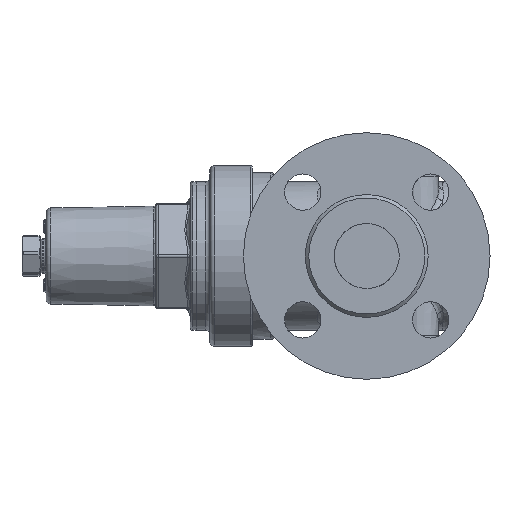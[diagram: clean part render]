
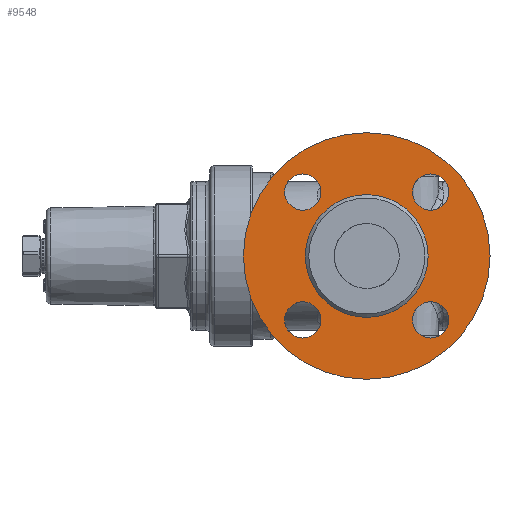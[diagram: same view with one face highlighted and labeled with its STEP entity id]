
A CAD part, left-side view. The second image highlights one B-rep face of the part: STEP entity #9548.
In plain terms, the highlighted planar face has unit normal (-1, 0, 0).
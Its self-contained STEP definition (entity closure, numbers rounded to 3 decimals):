
#784=FACE_BOUND('',#1549,.T.);
#785=FACE_BOUND('',#1550,.T.);
#786=FACE_BOUND('',#1551,.T.);
#787=FACE_BOUND('',#1552,.T.);
#788=FACE_BOUND('',#1553,.T.);
#824=PLANE('',#10149);
#979=FACE_OUTER_BOUND('',#1548,.T.);
#1548=EDGE_LOOP('',(#5865));
#1549=EDGE_LOOP('',(#5866));
#1550=EDGE_LOOP('',(#5867));
#1551=EDGE_LOOP('',(#5868));
#1552=EDGE_LOOP('',(#5869));
#1553=EDGE_LOOP('',(#5870));
#2123=CIRCLE('',#10128,7.95);
#2124=CIRCLE('',#10130,7.95);
#2125=CIRCLE('',#10132,7.95);
#2126=CIRCLE('',#10134,7.95);
#2134=CIRCLE('',#10148,26.9);
#2135=CIRCLE('',#10150,54.);
#3318=VERTEX_POINT('',#14541);
#3321=VERTEX_POINT('',#14585);
#3324=VERTEX_POINT('',#14629);
#3327=VERTEX_POINT('',#14673);
#3337=VERTEX_POINT('',#14738);
#3338=VERTEX_POINT('',#14742);
#4303=EDGE_CURVE('',#3318,#3318,#2123,.T.);
#4307=EDGE_CURVE('',#3321,#3321,#2124,.T.);
#4311=EDGE_CURVE('',#3324,#3324,#2125,.T.);
#4315=EDGE_CURVE('',#3327,#3327,#2126,.T.);
#4328=EDGE_CURVE('',#3337,#3337,#2134,.T.);
#4330=EDGE_CURVE('',#3338,#3338,#2135,.T.);
#5865=ORIENTED_EDGE('',*,*,#4330,.T.);
#5866=ORIENTED_EDGE('',*,*,#4303,.T.);
#5867=ORIENTED_EDGE('',*,*,#4307,.T.);
#5868=ORIENTED_EDGE('',*,*,#4311,.T.);
#5869=ORIENTED_EDGE('',*,*,#4315,.T.);
#5870=ORIENTED_EDGE('',*,*,#4328,.F.);
#9548=ADVANCED_FACE('',(#979,#784,#785,#786,#787,#788),#824,.F.);
#10128=AXIS2_PLACEMENT_3D('',#14542,#10860,#10861);
#10130=AXIS2_PLACEMENT_3D('',#14586,#10865,#10866);
#10132=AXIS2_PLACEMENT_3D('',#14630,#10870,#10871);
#10134=AXIS2_PLACEMENT_3D('',#14674,#10875,#10876);
#10148=AXIS2_PLACEMENT_3D('',#14739,#10906,#10907);
#10149=AXIS2_PLACEMENT_3D('',#14741,#10909,#10910);
#10150=AXIS2_PLACEMENT_3D('',#14743,#10911,#10912);
#10860=DIRECTION('center_axis',(1.,0.,0.));
#10861=DIRECTION('ref_axis',(0.,1.,0.));
#10865=DIRECTION('center_axis',(1.,0.,0.));
#10866=DIRECTION('ref_axis',(0.,0.,-1.));
#10870=DIRECTION('center_axis',(1.,0.,0.));
#10871=DIRECTION('ref_axis',(0.,-1.,0.));
#10875=DIRECTION('center_axis',(1.,0.,0.));
#10876=DIRECTION('ref_axis',(0.,0.,1.));
#10906=DIRECTION('center_axis',(-1.,0.,0.));
#10907=DIRECTION('ref_axis',(0.,0.,1.));
#10909=DIRECTION('center_axis',(1.,0.,0.));
#10910=DIRECTION('ref_axis',(0.,0.,-1.));
#10911=DIRECTION('center_axis',(-1.,0.,0.));
#10912=DIRECTION('ref_axis',(0.,0.,1.));
#14541=CARTESIAN_POINT('',(-78.5,20.051,-28.001));
#14542=CARTESIAN_POINT('Origin',(-78.5,28.001,-28.001));
#14585=CARTESIAN_POINT('',(-78.5,-28.001,-20.051));
#14586=CARTESIAN_POINT('Origin',(-78.5,-28.001,-28.001));
#14629=CARTESIAN_POINT('',(-78.5,-20.051,28.001));
#14630=CARTESIAN_POINT('Origin',(-78.5,-28.001,28.001));
#14673=CARTESIAN_POINT('',(-78.5,28.001,20.051));
#14674=CARTESIAN_POINT('Origin',(-78.5,28.001,28.001));
#14738=CARTESIAN_POINT('',(-78.5,-26.9,0.));
#14739=CARTESIAN_POINT('Origin',(-78.5,0.,0.));
#14741=CARTESIAN_POINT('Origin',(-78.5,54.,0.));
#14742=CARTESIAN_POINT('',(-78.5,-54.,0.));
#14743=CARTESIAN_POINT('Origin',(-78.5,0.,0.));
